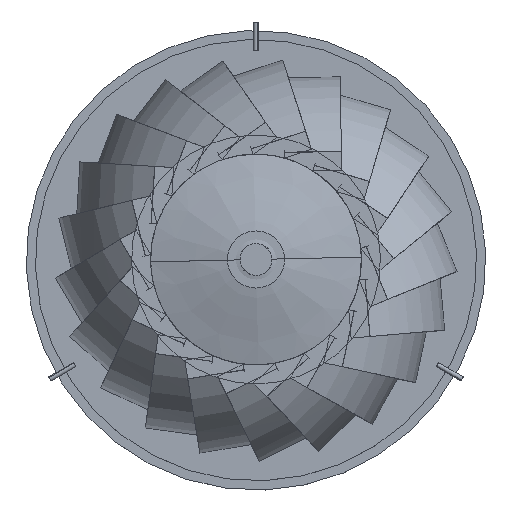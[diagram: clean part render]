
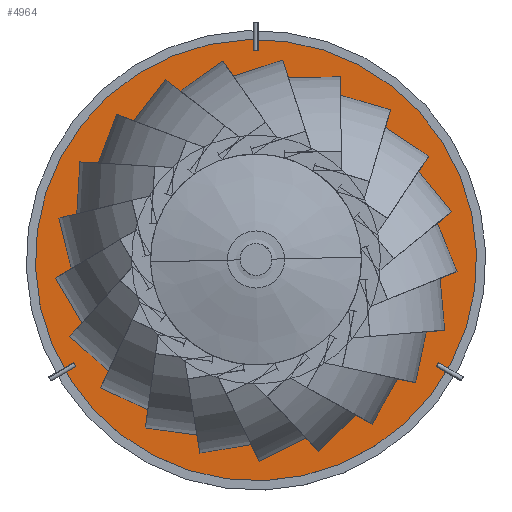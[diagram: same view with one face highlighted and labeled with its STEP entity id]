
A CAD part, top view. The second image highlights one B-rep face of the part: STEP entity #4964.
In plain terms, the highlighted planar face has unit normal (0, 0, 1).
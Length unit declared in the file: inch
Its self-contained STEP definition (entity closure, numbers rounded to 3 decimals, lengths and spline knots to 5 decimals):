
#102 = DIRECTION ( 'NONE',  ( 0., 0., -1. ) ) ;
#262 = CIRCLE ( 'NONE', #3818, 8.6875 ) ;
#349 = EDGE_CURVE ( 'NONE', #2465, #2712, #6816, .T. ) ;
#495 = DIRECTION ( 'NONE',  ( 0., 0., -1. ) ) ;
#939 = EDGE_LOOP ( 'NONE', ( #2191, #6485 ) ) ;
#1063 = DIRECTION ( 'NONE',  ( -1., 0., 0. ) ) ;
#1286 = CARTESIAN_POINT ( 'NONE',  ( 0., 0., 0. ) ) ;
#1742 = DIRECTION ( 'NONE',  ( -1., 0., 0. ) ) ;
#2191 = ORIENTED_EDGE ( 'NONE', *, *, #5302, .F. ) ;
#2292 = VERTEX_POINT ( 'NONE', #8720 ) ;
#2398 = CIRCLE ( 'NONE', #7397, 8.6875 ) ;
#2465 = VERTEX_POINT ( 'NONE', #4838 ) ;
#2530 = DIRECTION ( 'NONE',  ( -1., 0., 0. ) ) ;
#2667 = CIRCLE ( 'NONE', #7713, 5.75 ) ;
#2712 = VERTEX_POINT ( 'NONE', #6562 ) ;
#2842 = EDGE_CURVE ( 'NONE', #2712, #2465, #2667, .T. ) ;
#3104 = EDGE_CURVE ( 'NONE', #2292, #4766, #262, .T. ) ;
#3143 = FACE_BOUND ( 'NONE', #7761, .T. ) ;
#3818 = AXIS2_PLACEMENT_3D ( 'NONE', #7219, #495, #1063 ) ;
#4533 = AXIS2_PLACEMENT_3D ( 'NONE', #7269, #6552, #1742 ) ;
#4766 = VERTEX_POINT ( 'NONE', #5637 ) ;
#4778 = CARTESIAN_POINT ( 'NONE',  ( 0., 0., 0. ) ) ;
#4838 = CARTESIAN_POINT ( 'NONE',  ( -5.75, 0., 0. ) ) ;
#4964 = ADVANCED_FACE ( 'NONE', ( #6520, #3143 ), #6037, .F. ) ;
#5302 = EDGE_CURVE ( 'NONE', #4766, #2292, #2398, .T. ) ;
#5368 = DIRECTION ( 'NONE',  ( 0., 0., -1. ) ) ;
#5637 = CARTESIAN_POINT ( 'NONE',  ( 8.6875, 0., 0. ) ) ;
#5736 = ORIENTED_EDGE ( 'NONE', *, *, #2842, .T. ) ;
#5968 = DIRECTION ( 'NONE',  ( 0., 0., -1. ) ) ;
#6037 = PLANE ( 'NONE',  #8387 ) ;
#6485 = ORIENTED_EDGE ( 'NONE', *, *, #3104, .F. ) ;
#6520 = FACE_OUTER_BOUND ( 'NONE', #939, .T. ) ;
#6552 = DIRECTION ( 'NONE',  ( 0., 0., -1. ) ) ;
#6562 = CARTESIAN_POINT ( 'NONE',  ( 5.75, 0., 0. ) ) ;
#6816 = CIRCLE ( 'NONE', #4533, 5.75 ) ;
#6894 = DIRECTION ( 'NONE',  ( -1., 0., 0. ) ) ;
#6904 = ORIENTED_EDGE ( 'NONE', *, *, #349, .T. ) ;
#7219 = CARTESIAN_POINT ( 'NONE',  ( 0., 0., 0. ) ) ;
#7269 = CARTESIAN_POINT ( 'NONE',  ( 0., 0., 0. ) ) ;
#7397 = AXIS2_PLACEMENT_3D ( 'NONE', #1286, #5968, #2530 ) ;
#7713 = AXIS2_PLACEMENT_3D ( 'NONE', #4778, #102, #8129 ) ;
#7761 = EDGE_LOOP ( 'NONE', ( #5736, #6904 ) ) ;
#8129 = DIRECTION ( 'NONE',  ( -1., 0., 0. ) ) ;
#8273 = CARTESIAN_POINT ( 'NONE',  ( 0., 0., 0. ) ) ;
#8387 = AXIS2_PLACEMENT_3D ( 'NONE', #8273, #5368, #6894 ) ;
#8720 = CARTESIAN_POINT ( 'NONE',  ( -8.6875, 0., 0. ) ) ;
